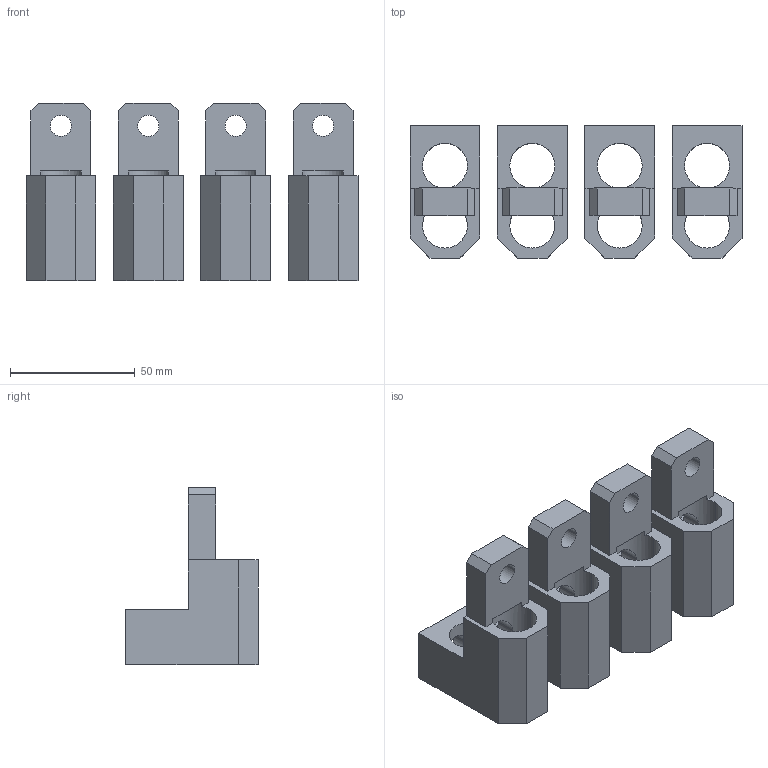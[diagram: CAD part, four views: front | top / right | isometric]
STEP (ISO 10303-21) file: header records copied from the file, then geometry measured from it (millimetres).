
FILE_DESCRIPTION(('CATIA V5 STEP Exchange'),'2;1');
FILE_NAME('1SDH001295R0756_1PA_001_00_XT4_4P_WITHDRAWABLE_FCCuAl_2x150mm.stp','2014-11-11T15:34:48+00:00',('none'),('none'),'CATIA Version 5 Release 20 SP 1 (IN-10)','CATIA V5 STEP AP214','none');
FILE_SCHEMA(('AUTOMOTIVE_DESIGN { 1 0 10303 214 1 1 1 1 }'));
Length unit declared in the file: millimetre
Products named in the file (1): 1SDH001295R0756_1PA_001_00_XT4_4P_WITHDRAWABLE_FCCuAl_2x150mm
Bounding box: 133 x 53 x 71 mm (x, y, z)
Volume: 138323.1 mm3; surface area: 52935.4 mm2
Topology: 4 solids, 4 shells, 108 faces, 312 edges, 208 vertices
Faces by surface type: plane 68, cylinder 40
Entity records: 3652 total; most frequent: CARTESIAN_POINT 903, ORIENTED_EDGE 624, DIRECTION 420, EDGE_CURVE 312, VECTOR 224, LINE 224, VERTEX_POINT 208, EDGE_LOOP 144
